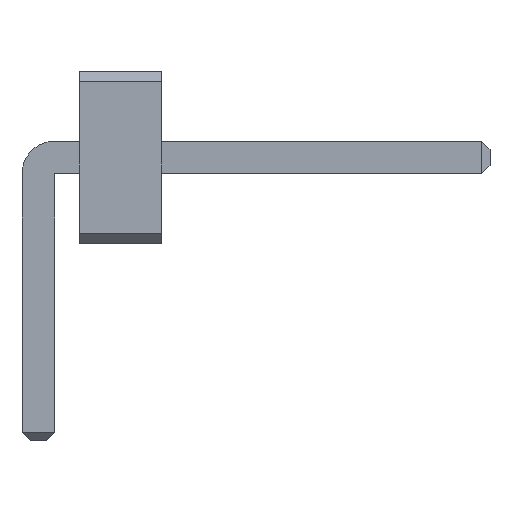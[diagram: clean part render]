
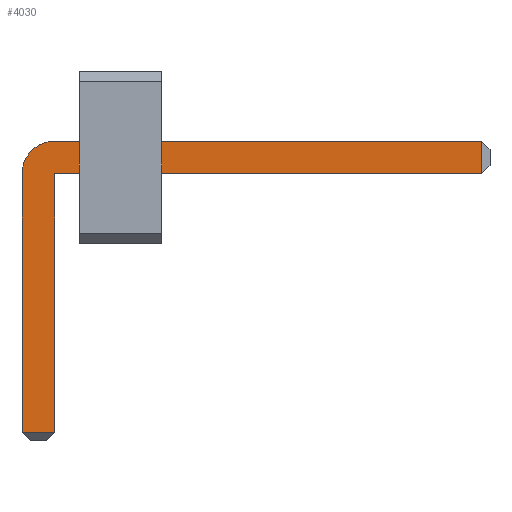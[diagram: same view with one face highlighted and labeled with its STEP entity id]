
A CAD part, front view. The second image highlights one B-rep face of the part: STEP entity #4030.
In plain terms, the highlighted planar face has unit normal (0, -1, 0).
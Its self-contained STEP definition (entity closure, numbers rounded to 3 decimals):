
#13=DIRECTION('',(0.,0.,1.));
#27=VECTOR('',#28,1.);
#28=DIRECTION('',(1.,0.,0.));
#1810=VECTOR('',#13,1.);
#3804=DIRECTION('',(0.,0.,-1.));
#3841=VECTOR('',#3804,1.);
#3848=VECTOR('',#3849,1.);
#3849=DIRECTION('',(-1.,0.,0.));
#3870=DIRECTION('',(-0.,1.,0.));
#3874=DIRECTION('',(0.,1.,0.));
#3875=DIRECTION('',(1.,0.,0.));
#3882=VERTEX_POINT('',#3883);
#3883=CARTESIAN_POINT('',(0.2,-38.3,1.25));
#3885=ORIENTED_EDGE('',*,*,#3886,.T.);
#3886=EDGE_CURVE('',#3882,#3887,#3889,.T.);
#3887=VERTEX_POINT('',#3888);
#3888=CARTESIAN_POINT('',(5.4,-38.3,1.25));
#3889=LINE('',#3890,#27);
#3890=CARTESIAN_POINT('',(-0.2,-38.3,1.25));
#3926=EDGE_CURVE('',#3927,#3882,#3929,.T.);
#3927=VERTEX_POINT('',#3928);
#3928=CARTESIAN_POINT('',(-0.2,-38.3,0.85));
#3929=CIRCLE('',#3930,0.4);
#3930=AXIS2_PLACEMENT_3D('',#3931,#3870,#3804);
#3931=CARTESIAN_POINT('',(0.2,-38.3,0.85));
#3943=VERTEX_POINT('',#3944);
#3944=CARTESIAN_POINT('',(5.4,-38.3,0.85));
#3946=ORIENTED_EDGE('',*,*,#3947,.T.);
#3947=EDGE_CURVE('',#3943,#3948,#3949,.T.);
#3948=VERTEX_POINT('',#3931);
#3949=LINE('',#3950,#3848);
#3950=CARTESIAN_POINT('',(5.5,-38.3,0.85));
#3962=VERTEX_POINT('',#3963);
#3963=CARTESIAN_POINT('',(-0.2,-38.3,-2.3));
#3965=ORIENTED_EDGE('',*,*,#3966,.T.);
#3966=EDGE_CURVE('',#3962,#3927,#3967,.T.);
#3967=LINE('',#3968,#1810);
#3968=CARTESIAN_POINT('',(-0.2,-38.3,-2.4));
#3976=ORIENTED_EDGE('',*,*,#3977,.T.);
#3977=EDGE_CURVE('',#3948,#3978,#3980,.T.);
#3978=VERTEX_POINT('',#3979);
#3979=CARTESIAN_POINT('',(0.2,-38.3,-2.3));
#3980=LINE('',#3931,#3841);
#4030=ADVANCED_FACE('',(#4031),#4040,.F.);
#4031=FACE_BOUND('',#4032,.F.);
#4032=EDGE_LOOP('',(#3885,#4033,#3946,#3976,#4036,#3965,#4039));
#4033=ORIENTED_EDGE('',*,*,#4034,.T.);
#4034=EDGE_CURVE('',#3887,#3943,#4035,.T.);
#4035=LINE('',#3888,#3841);
#4036=ORIENTED_EDGE('',*,*,#4037,.T.);
#4037=EDGE_CURVE('',#3978,#3962,#4038,.T.);
#4038=LINE('',#3979,#3848);
#4039=ORIENTED_EDGE('',*,*,#3926,.T.);
#4040=PLANE('',#4041);
#4041=AXIS2_PLACEMENT_3D('',#4042,#3874,#3875);
#4042=CARTESIAN_POINT('',(1.729,-38.3,0.346));
